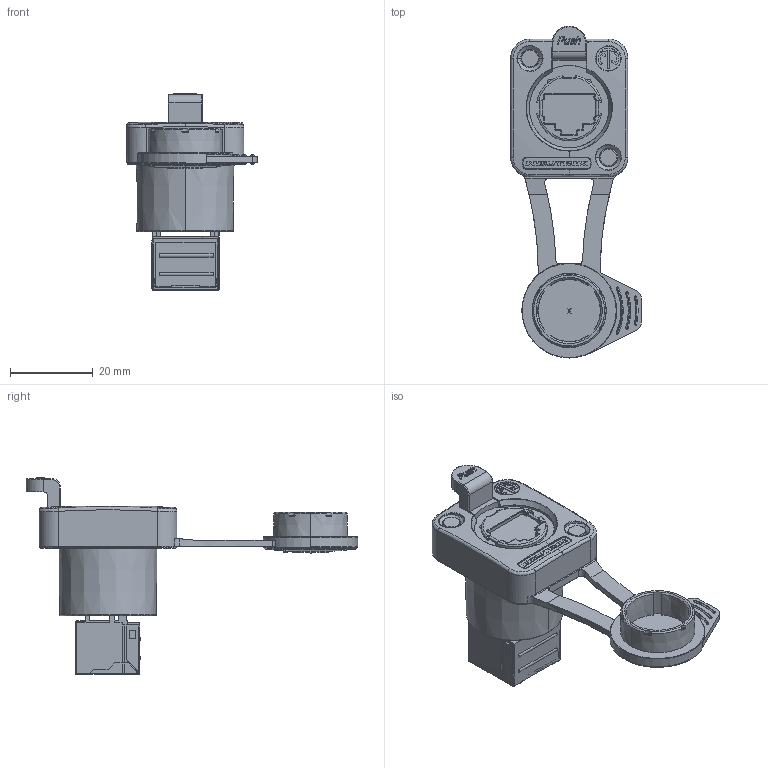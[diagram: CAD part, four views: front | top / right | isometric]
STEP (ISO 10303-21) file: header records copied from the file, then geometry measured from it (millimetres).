
FILE_DESCRIPTION((''),'2;1');
FILE_NAME('30012586','2025-06-04T04:05:56',('SYSTEM'),(''),'CREO PARAMETRIC BY PTC INC, 2023424','CREO PARAMETRIC BY PTC INC, 2023424','');
FILE_SCHEMA(('CONFIG_CONTROL_DESIGN'));
Length unit declared in the file: millimetre
Products named in the file (1): 30012586
Bounding box: 31.7 x 80.45 x 47.75 mm (x, y, z)
Volume: 20077.1 mm3; surface area: 12877.5 mm2
Topology: 3 solids, 9 shells, 1312 faces, 3789 edges, 2524 vertices
Faces by surface type: plane 764, cylinder 216, torus 104, extrusion 79, bspline 71, cone 46, sphere 32
Entity records: 48396 total; most frequent: CARTESIAN_POINT 14280, ORIENTED_EDGE 7570, DIRECTION 6727, EDGE_CURVE 3785, VERTEX_POINT 2524, AXIS2_PLACEMENT_3D 2434, VECTOR 1859, LINE 1780
